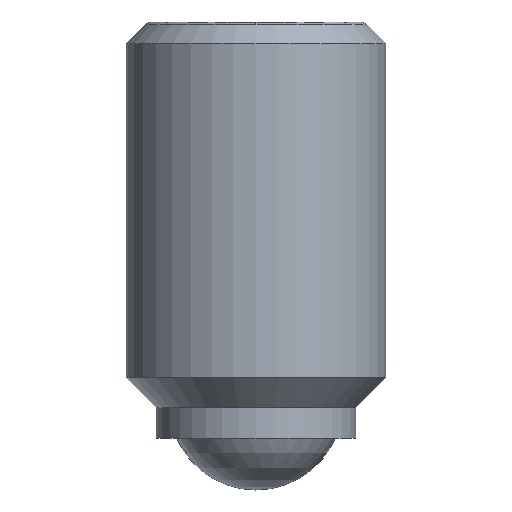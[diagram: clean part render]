
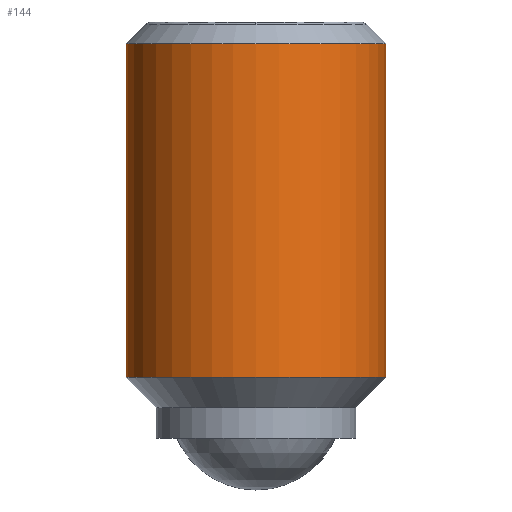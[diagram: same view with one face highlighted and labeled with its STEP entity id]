
A CAD part, front view. The second image highlights one B-rep face of the part: STEP entity #144.
In plain terms, the highlighted cylindrical face has radius 3 mm (diameter 6 mm), a partial arc.
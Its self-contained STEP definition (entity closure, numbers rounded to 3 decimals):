
#144=ADVANCED_FACE('',(#362),#363,.T.);
#188=VERTEX_POINT('',#413);
#190=EDGE_CURVE('',#188,#196,#415,.T.);
#194=VERTEX_POINT('',#419);
#196=VERTEX_POINT('',#421);
#210=EDGE_CURVE('',#196,#256,#438,.T.);
#226=EDGE_CURVE('',#188,#194,#456,.T.);
#256=VERTEX_POINT('',#491);
#306=EDGE_CURVE('',#256,#194,#546,.T.);
#362=FACE_OUTER_BOUND('',#607,.T.);
#363=CYLINDRICAL_SURFACE('',#608,3.);
#413=CARTESIAN_POINT('',(-3.,0.,-8.2));
#415=LINE('',#685,#686);
#419=CARTESIAN_POINT('',(3.,0.,-8.2));
#421=CARTESIAN_POINT('',(-3.,0.,-0.5));
#438=CIRCLE('',#712,3.);
#456=CIRCLE('',#752,3.);
#491=CARTESIAN_POINT('',(3.,0.,-0.5));
#546=LINE('',#876,#877);
#607=EDGE_LOOP('',(#935,#936,#937,#938));
#608=AXIS2_PLACEMENT_3D('',#939,#940,#941);
#685=CARTESIAN_POINT('',(-3.,0.,-4.35));
#686=VECTOR('',#1010,1.0);
#712=AXIS2_PLACEMENT_3D('',#1039,#1040,#1041);
#752=AXIS2_PLACEMENT_3D('',#1061,#1062,#1063);
#876=CARTESIAN_POINT('',(3.,0.,-4.35));
#877=VECTOR('',#1163,1.0);
#935=ORIENTED_EDGE('',*,*,#190,.F.);
#936=ORIENTED_EDGE('',*,*,#226,.T.);
#937=ORIENTED_EDGE('',*,*,#306,.F.);
#938=ORIENTED_EDGE('',*,*,#210,.F.);
#939=CARTESIAN_POINT('',(0.,0.,-4.35));
#940=DIRECTION('',(-0.0,-0.0,-1.0));
#941=DIRECTION('',(-1.0,0.,0.0));
#1010=DIRECTION('',(0.0,0.0,1.0));
#1039=CARTESIAN_POINT('',(0.,0.,-0.5));
#1040=DIRECTION('',(0.0,0.0,1.0));
#1041=DIRECTION('',(-1.0,0.,0.0));
#1061=CARTESIAN_POINT('',(0.,0.,-8.2));
#1062=DIRECTION('',(0.0,0.0,1.0));
#1063=DIRECTION('',(-1.0,0.,0.0));
#1163=DIRECTION('',(-0.0,-0.0,-1.0));
